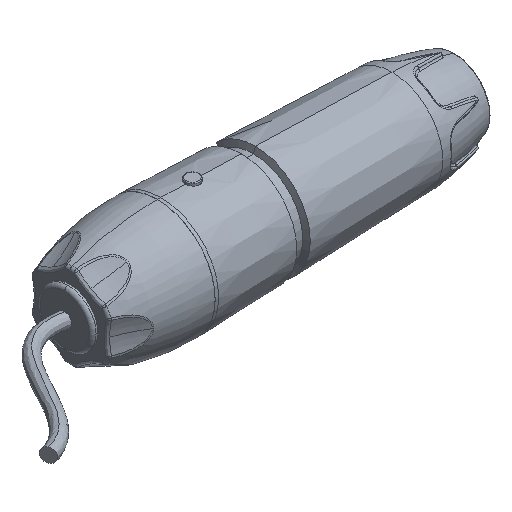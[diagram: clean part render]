
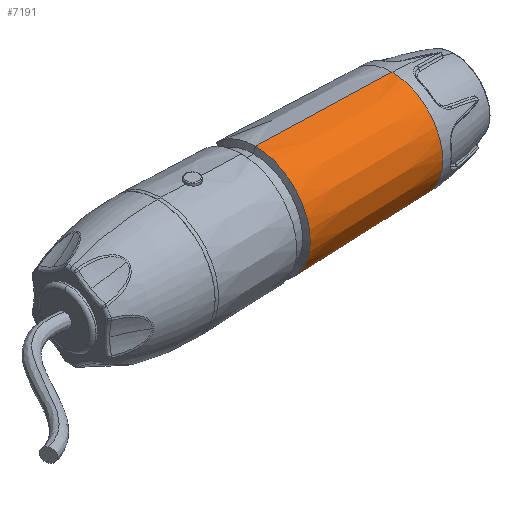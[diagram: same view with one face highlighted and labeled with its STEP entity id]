
A CAD part, isometric view. The second image highlights one B-rep face of the part: STEP entity #7191.
In plain terms, the highlighted conical face has half-angle 1.736 degrees and reference radius 14.5 mm.
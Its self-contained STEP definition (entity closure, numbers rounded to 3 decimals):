
#100 = VERTEX_POINT ( 'NONE', #3173 ) ;
#121 = CONICAL_SURFACE ( 'NONE', #5637, 14.5, 0.03 ) ;
#339 = ORIENTED_EDGE ( 'NONE', *, *, #2545, .F. ) ;
#900 = FACE_OUTER_BOUND ( 'NONE', #6996, .T. ) ;
#1075 = VERTEX_POINT ( 'NONE', #7513 ) ;
#1830 = AXIS2_PLACEMENT_3D ( 'NONE', #3056, #3006, #5933 ) ;
#2253 = DIRECTION ( 'NONE',  ( -1., 0., -0.03 ) ) ;
#2374 = DIRECTION ( 'NONE',  ( -1., 0., 0. ) ) ;
#2545 = EDGE_CURVE ( 'NONE', #3620, #8913, #2629, .T. ) ;
#2629 = CIRCLE ( 'NONE', #1830, 15.682 ) ;
#2637 = ORIENTED_EDGE ( 'NONE', *, *, #9480, .F. ) ;
#2676 = VECTOR ( 'NONE', #9161, 1000. ) ;
#3006 = DIRECTION ( 'NONE',  ( -1., 0., 0. ) ) ;
#3012 = DIRECTION ( 'NONE',  ( 0., 0., 1. ) ) ;
#3056 = CARTESIAN_POINT ( 'NONE',  ( 27., 0., 0. ) ) ;
#3079 = EDGE_CURVE ( 'NONE', #1075, #100, #5589, .T. ) ;
#3173 = CARTESIAN_POINT ( 'NONE',  ( 66., 0., -14.5 ) ) ;
#3182 = CARTESIAN_POINT ( 'NONE',  ( 66., 0., 14.5 ) ) ;
#3620 = VERTEX_POINT ( 'NONE', #8722 ) ;
#4024 = AXIS2_PLACEMENT_3D ( 'NONE', #9194, #6092, #4615 ) ;
#4442 = LINE ( 'NONE', #8914, #9041 ) ;
#4565 = CARTESIAN_POINT ( 'NONE',  ( 66., 0., 0. ) ) ;
#4615 = DIRECTION ( 'NONE',  ( 0., 0., -1. ) ) ;
#5203 = EDGE_CURVE ( 'NONE', #1075, #8913, #9262, .T. ) ;
#5589 = CIRCLE ( 'NONE', #4024, 14.5 ) ;
#5637 = AXIS2_PLACEMENT_3D ( 'NONE', #4565, #2374, #3012 ) ;
#5933 = DIRECTION ( 'NONE',  ( 0., 0., 1. ) ) ;
#6092 = DIRECTION ( 'NONE',  ( 1., 0., 0. ) ) ;
#6996 = EDGE_LOOP ( 'NONE', ( #2637, #9261, #8605, #339 ) ) ;
#7191 = ADVANCED_FACE ( 'NONE', ( #900 ), #121, .T. ) ;
#7513 = CARTESIAN_POINT ( 'NONE',  ( 66., 0., 14.5 ) ) ;
#8605 = ORIENTED_EDGE ( 'NONE', *, *, #5203, .T. ) ;
#8722 = CARTESIAN_POINT ( 'NONE',  ( 27., 0., -15.682 ) ) ;
#8913 = VERTEX_POINT ( 'NONE', #9190 ) ;
#8914 = CARTESIAN_POINT ( 'NONE',  ( 66., 0., -14.5 ) ) ;
#9041 = VECTOR ( 'NONE', #2253, 1000. ) ;
#9161 = DIRECTION ( 'NONE',  ( -1., 0., 0.03 ) ) ;
#9190 = CARTESIAN_POINT ( 'NONE',  ( 27., 0., 15.682 ) ) ;
#9194 = CARTESIAN_POINT ( 'NONE',  ( 66., 0., 0. ) ) ;
#9261 = ORIENTED_EDGE ( 'NONE', *, *, #3079, .F. ) ;
#9262 = LINE ( 'NONE', #3182, #2676 ) ;
#9480 = EDGE_CURVE ( 'NONE', #100, #3620, #4442, .T. ) ;
